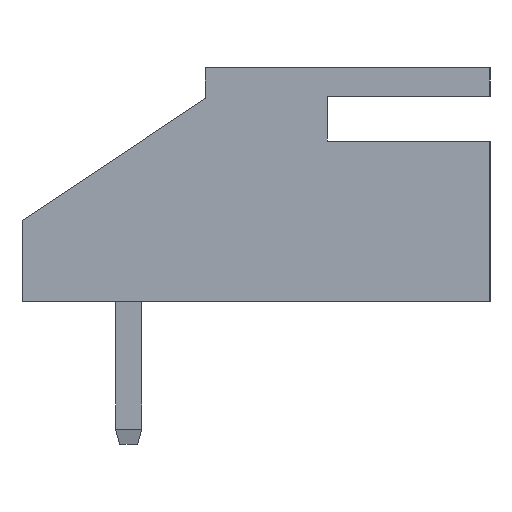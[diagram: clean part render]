
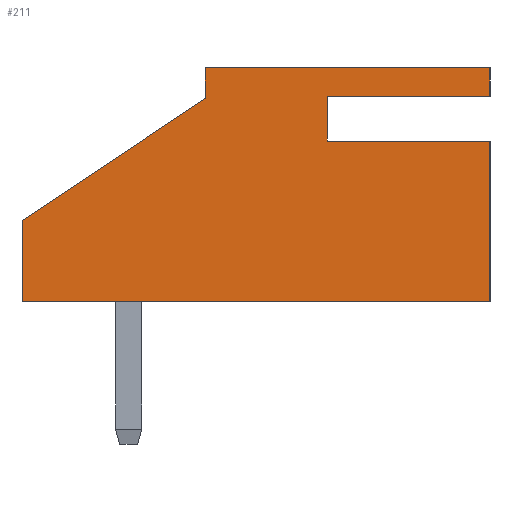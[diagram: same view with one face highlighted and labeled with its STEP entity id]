
A CAD part, left-side view. The second image highlights one B-rep face of the part: STEP entity #211.
In plain terms, the highlighted planar face has unit normal (-1, 0, 0).
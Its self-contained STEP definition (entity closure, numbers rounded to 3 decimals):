
#211=ADVANCED_FACE('',(#2868),#2870,.T.);
#2868=FACE_BOUND('',#2869,.T.);
#2869=EDGE_LOOP('',(#5022,#5023,#5024,#5025,#5026,#5027,#5028,#5029,#5030,#5031));
#2870=PLANE('',#2871);
#2871=AXIS2_PLACEMENT_3D('',#2872,#2873,#2874);
#2872=CARTESIAN_POINT('',(-2.5,0.,0.));
#2873=DIRECTION('',(-1.,0.,0.));
#2874=DIRECTION('',(0.,0.,1.));
#5022=ORIENTED_EDGE('',*,*,#6476,.T.);
#5023=ORIENTED_EDGE('',*,*,#6391,.T.);
#5024=ORIENTED_EDGE('',*,*,#6475,.T.);
#5025=ORIENTED_EDGE('',*,*,#6454,.T.);
#5026=ORIENTED_EDGE('',*,*,#6477,.T.);
#5027=ORIENTED_EDGE('',*,*,#6478,.T.);
#5028=ORIENTED_EDGE('',*,*,#6479,.T.);
#5029=ORIENTED_EDGE('',*,*,#6480,.T.);
#5030=ORIENTED_EDGE('',*,*,#6481,.T.);
#5031=ORIENTED_EDGE('',*,*,#6482,.T.);
#6391=EDGE_CURVE('',#7152,#7150,#7153,.F.);
#6454=EDGE_CURVE('',#7275,#7273,#7276,.T.);
#6475=EDGE_CURVE('',#7150,#7275,#7304,.T.);
#6476=EDGE_CURVE('',#7305,#7152,#7306,.F.);
#6477=EDGE_CURVE('',#7273,#7307,#7308,.T.);
#6478=EDGE_CURVE('',#7307,#7309,#7310,.T.);
#6479=EDGE_CURVE('',#7309,#7311,#7312,.T.);
#6480=EDGE_CURVE('',#7311,#7313,#7314,.T.);
#6481=EDGE_CURVE('',#7313,#7315,#7316,.T.);
#6482=EDGE_CURVE('',#7315,#7305,#7317,.F.);
#7150=VERTEX_POINT('',#8393);
#7152=VERTEX_POINT('',#8397);
#7153=LINE('',#8398,#8399);
#7273=VERTEX_POINT('',#8643);
#7275=VERTEX_POINT('',#8647);
#7276=LINE('',#8648,#8649);
#7304=LINE('',#8719,#8720);
#7305=VERTEX_POINT('',#8722);
#7306=LINE('',#8723,#8724);
#7307=VERTEX_POINT('',#8726);
#7308=LINE('',#8727,#8728);
#7309=VERTEX_POINT('',#8730);
#7310=LINE('',#8731,#8732);
#7311=VERTEX_POINT('',#8734);
#7312=LINE('',#8735,#8736);
#7313=VERTEX_POINT('',#8738);
#7314=LINE('',#8739,#8740);
#7315=VERTEX_POINT('',#8742);
#7316=LINE('',#8743,#8744);
#7317=LINE('',#8746,#8747);
#8393=CARTESIAN_POINT('',(-2.5,-8.88,5.05));
#8397=CARTESIAN_POINT('',(-2.5,-4.88,5.05));
#8398=CARTESIAN_POINT('',(-2.5,-8.88,5.05));
#8399=VECTOR('',#8400,1.);
#8400=DIRECTION('',(0.,1.,0.));
#8643=CARTESIAN_POINT('',(-2.5,-1.88,5.75));
#8647=CARTESIAN_POINT('',(-2.5,-8.88,5.75));
#8648=CARTESIAN_POINT('',(-2.5,-8.88,5.75));
#8649=VECTOR('',#8650,1.);
#8650=DIRECTION('',(0.,1.,0.));
#8719=CARTESIAN_POINT('',(-2.5,-8.88,5.05));
#8720=VECTOR('',#8721,1.);
#8721=DIRECTION('',(0.,0.,1.));
#8722=CARTESIAN_POINT('',(-2.5,-4.88,3.95));
#8723=CARTESIAN_POINT('',(-2.5,-4.88,5.05));
#8724=VECTOR('',#8725,1.);
#8725=DIRECTION('',(0.,0.,-1.));
#8726=CARTESIAN_POINT('',(-2.5,-1.88,5.));
#8727=CARTESIAN_POINT('',(-2.5,-1.88,5.75));
#8728=VECTOR('',#8729,1.);
#8729=DIRECTION('',(0.,0.,-1.));
#8730=CARTESIAN_POINT('',(-2.5,2.62,2.));
#8731=CARTESIAN_POINT('',(-2.5,-1.88,5.));
#8732=VECTOR('',#8733,1.);
#8733=DIRECTION('',(0.,0.832,-0.555));
#8734=CARTESIAN_POINT('',(-2.5,2.62,0.));
#8735=CARTESIAN_POINT('',(-2.5,2.62,2.));
#8736=VECTOR('',#8737,1.);
#8737=DIRECTION('',(0.,0.,-1.));
#8738=CARTESIAN_POINT('',(-2.5,-8.88,0.));
#8739=CARTESIAN_POINT('',(-2.5,2.62,0.));
#8740=VECTOR('',#8741,1.);
#8741=DIRECTION('',(0.,-1.,0.));
#8742=CARTESIAN_POINT('',(-2.5,-8.88,3.95));
#8743=CARTESIAN_POINT('',(-2.5,-8.88,0.));
#8744=VECTOR('',#8745,1.);
#8745=DIRECTION('',(0.,0.,1.));
#8746=CARTESIAN_POINT('',(-2.5,-4.88,3.95));
#8747=VECTOR('',#8748,1.);
#8748=DIRECTION('',(0.,-1.,0.));
